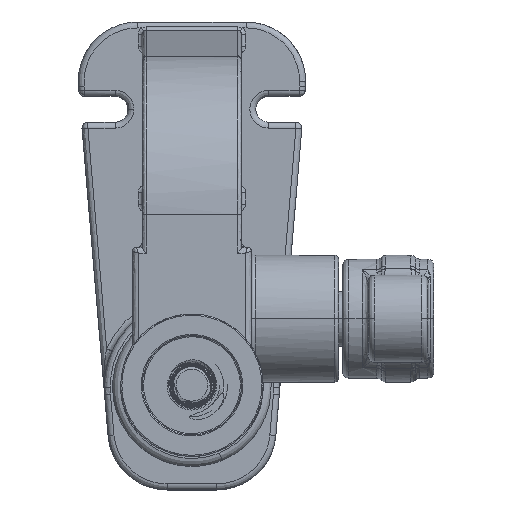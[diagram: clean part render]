
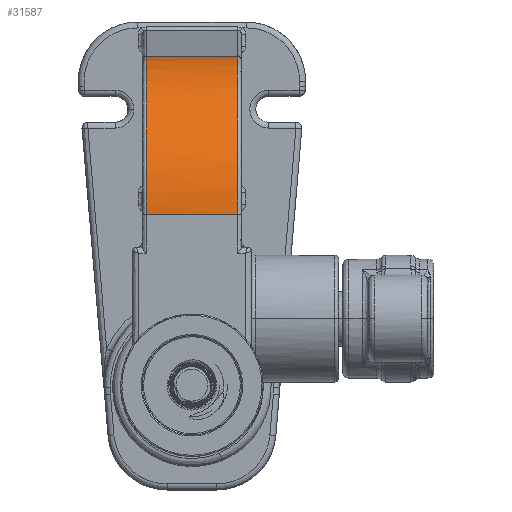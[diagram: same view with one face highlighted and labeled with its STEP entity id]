
A CAD part, top view. The second image highlights one B-rep face of the part: STEP entity #31587.
In plain terms, the highlighted free-form (B-spline) face has degree [2, 1] with [3, 2] control points.
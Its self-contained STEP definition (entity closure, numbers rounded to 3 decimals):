
#31556 = VERTEX_POINT('',#31557);
#31557 = CARTESIAN_POINT('',(16.58,-12.783,
    141.988));
#31572 = VERTEX_POINT('',#31573);
#31573 = CARTESIAN_POINT('',(-16.58,-12.783,
    141.988));
#31578 = EDGE_CURVE('',#31556,#31572,#31579,.T.);
#31579 = B_SPLINE_CURVE_WITH_KNOTS('',1,(#31580,#31581),.UNSPECIFIED.,
  .F.,.F.,(2,2),(1.,24.),.PIECEWISE_BEZIER_KNOTS.);
#31580 = CARTESIAN_POINT('',(16.58,-12.783,
    141.988));
#31581 = CARTESIAN_POINT('',(-16.58,-12.783,
    141.988));
#31587 = ADVANCED_FACE('',(#31588),#31612,.T.);
#31588 = FACE_BOUND('',#31589,.T.);
#31589 = EDGE_LOOP('',(#31590,#31599,#31605,#31606));
#31590 = ORIENTED_EDGE('',*,*,#31591,.F.);
#31591 = EDGE_CURVE('',#31592,#31594,#31596,.T.);
#31592 = VERTEX_POINT('',#31593);
#31593 = CARTESIAN_POINT('',(16.58,-70.232,
    194.631));
#31594 = VERTEX_POINT('',#31595);
#31595 = CARTESIAN_POINT('',(-16.58,-70.232,
    194.631));
#31596 = B_SPLINE_CURVE_WITH_KNOTS('',1,(#31597,#31598),.UNSPECIFIED.,
  .F.,.F.,(2,2),(1.,24.),.PIECEWISE_BEZIER_KNOTS.);
#31597 = CARTESIAN_POINT('',(16.58,-70.232,
    194.631));
#31598 = CARTESIAN_POINT('',(-16.58,-70.232,
    194.631));
#31599 = ORIENTED_EDGE('',*,*,#31600,.T.);
#31600 = EDGE_CURVE('',#31592,#31556,#31601,.T.);
#31601 = ( BOUNDED_CURVE() B_SPLINE_CURVE(2,(#31602,#31603,#31604),
.UNSPECIFIED.,.F.,.F.) B_SPLINE_CURVE_WITH_KNOTS((3,3),(3.142,
4.625),.PIECEWISE_BEZIER_KNOTS.) CURVE() 
GEOMETRIC_REPRESENTATION_ITEM() RATIONAL_B_SPLINE_CURVE((1.,
0.737,1.)) REPRESENTATION_ITEM('') );
#31602 = CARTESIAN_POINT('',(16.58,-70.232,
    194.631));
#31603 = CARTESIAN_POINT('',(16.58,-17.389,
    194.631));
#31604 = CARTESIAN_POINT('',(16.58,-12.783,
    141.988));
#31605 = ORIENTED_EDGE('',*,*,#31578,.T.);
#31606 = ORIENTED_EDGE('',*,*,#31607,.T.);
#31607 = EDGE_CURVE('',#31572,#31594,#31608,.T.);
#31608 = ( BOUNDED_CURVE() B_SPLINE_CURVE(2,(#31609,#31610,#31611),
.UNSPECIFIED.,.F.,.F.) B_SPLINE_CURVE_WITH_KNOTS((3,3),(1.658,
3.142),.PIECEWISE_BEZIER_KNOTS.) CURVE() 
GEOMETRIC_REPRESENTATION_ITEM() RATIONAL_B_SPLINE_CURVE((1.,
0.737,1.)) REPRESENTATION_ITEM('') );
#31609 = CARTESIAN_POINT('',(-16.58,-12.783,
    141.988));
#31610 = CARTESIAN_POINT('',(-16.58,-17.389,
    194.631));
#31611 = CARTESIAN_POINT('',(-16.58,-70.232,
    194.631));
#31612 = ( BOUNDED_SURFACE() B_SPLINE_SURFACE(2,1,(
    (#31613,#31614)
    ,(#31615,#31616)
    ,(#31617,#31618
)),.UNSPECIFIED.,.F.,.F.,.F.) B_SPLINE_SURFACE_WITH_KNOTS((3,3),(2,2),(
    0.,1.484),(1.,24.),.PIECEWISE_BEZIER_KNOTS.) 
GEOMETRIC_REPRESENTATION_ITEM() RATIONAL_B_SPLINE_SURFACE((
    (1.,1.)
    ,(0.737,0.737)
,(1.,1.))) REPRESENTATION_ITEM('') SURFACE() );
#31613 = CARTESIAN_POINT('',(16.58,-70.232,
    194.631));
#31614 = CARTESIAN_POINT('',(-16.58,-70.232,
    194.631));
#31615 = CARTESIAN_POINT('',(16.58,-17.389,
    194.631));
#31616 = CARTESIAN_POINT('',(-16.58,-17.389,
    194.631));
#31617 = CARTESIAN_POINT('',(16.58,-12.783,
    141.988));
#31618 = CARTESIAN_POINT('',(-16.58,-12.783,
    141.988));
